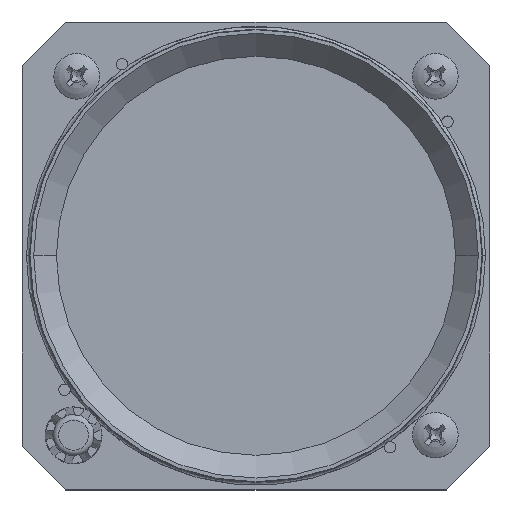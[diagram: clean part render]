
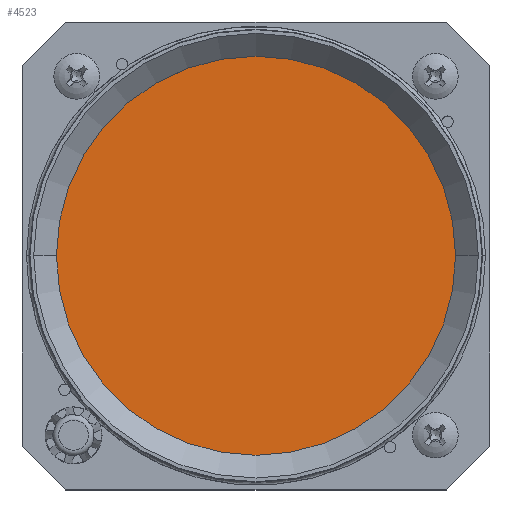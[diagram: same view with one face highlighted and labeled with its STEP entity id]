
A CAD part, top view. The second image highlights one B-rep face of the part: STEP entity #4523.
In plain terms, the highlighted planar face has unit normal (0, 0, 1).
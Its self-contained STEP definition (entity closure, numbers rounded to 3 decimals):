
#4495 = VERTEX_POINT('',#4496);
#4496 = CARTESIAN_POINT('',(37.978,0.,0.));
#4512 = EDGE_CURVE('',#4495,#4495,#4513,.T.);
#4513 = CIRCLE('',#4514,37.978);
#4514 = AXIS2_PLACEMENT_3D('',#4515,#4516,#4517);
#4515 = CARTESIAN_POINT('',(0.,0.,0.));
#4516 = DIRECTION('',(0.,0.,1.));
#4517 = DIRECTION('',(1.,0.,0.));
#4523 = ADVANCED_FACE('',(#4524),#4527,.T.);
#4524 = FACE_BOUND('',#4525,.T.);
#4525 = EDGE_LOOP('',(#4526));
#4526 = ORIENTED_EDGE('',*,*,#4512,.T.);
#4527 = PLANE('',#4528);
#4528 = AXIS2_PLACEMENT_3D('',#4529,#4530,#4531);
#4529 = CARTESIAN_POINT('',(0.,0.,0.));
#4530 = DIRECTION('',(0.,0.,1.));
#4531 = DIRECTION('',(1.,0.,0.));
